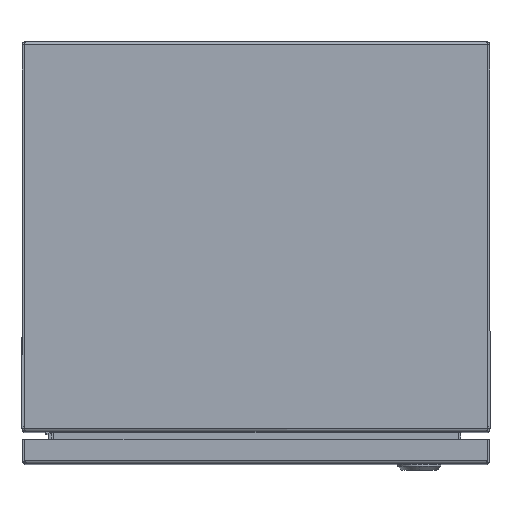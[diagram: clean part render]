
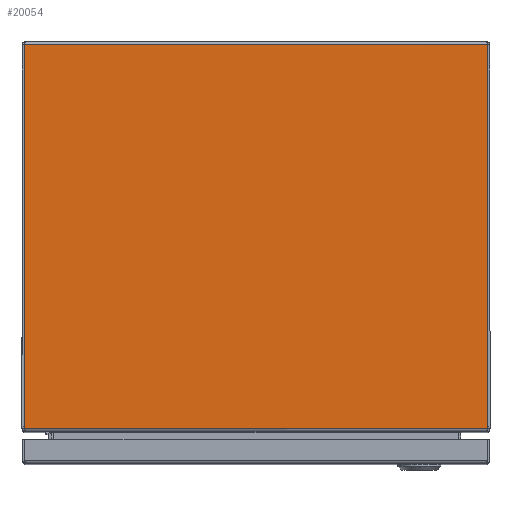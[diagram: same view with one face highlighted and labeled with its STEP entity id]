
A CAD part, top view. The second image highlights one B-rep face of the part: STEP entity #20054.
In plain terms, the highlighted planar face has unit normal (0, 0, 1).
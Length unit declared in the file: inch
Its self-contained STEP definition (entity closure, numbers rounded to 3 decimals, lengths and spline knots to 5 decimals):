
#456 = DIRECTION ( 'NONE',  ( 1., 0., 0. ) ) ;
#941 = VERTEX_POINT ( 'NONE', #14854 ) ;
#1368 = ORIENTED_EDGE ( 'NONE', *, *, #15930, .F. ) ;
#2427 = CARTESIAN_POINT ( 'NONE',  ( -5.94289, -0.086, 8. ) ) ;
#3229 = EDGE_CURVE ( 'NONE', #5897, #19298, #10605, .T. ) ;
#3373 = LINE ( 'NONE', #20169, #16191 ) ;
#3535 = VERTEX_POINT ( 'NONE', #14108 ) ;
#4145 = CIRCLE ( 'NONE', #14796, 0.188 ) ;
#4550 = PLANE ( 'NONE',  #18348 ) ;
#4840 = CARTESIAN_POINT ( 'NONE',  ( -5.93982, -9.914, 8. ) ) ;
#5170 = CARTESIAN_POINT ( 'NONE',  ( -5.914, -0.086, 8. ) ) ;
#5699 = DIRECTION ( 'NONE',  ( -1., 0., 0. ) ) ;
#5850 = ORIENTED_EDGE ( 'NONE', *, *, #13587, .F. ) ;
#5897 = VERTEX_POINT ( 'NONE', #21367 ) ;
#6081 = CIRCLE ( 'NONE', #9641, 0.188 ) ;
#6728 = VERTEX_POINT ( 'NONE', #15788 ) ;
#7190 = DIRECTION ( 'NONE',  ( 0., 1., 0. ) ) ;
#7195 = DIRECTION ( 'NONE',  ( 0., 1., 0. ) ) ;
#7291 = ORIENTED_EDGE ( 'NONE', *, *, #7437, .F. ) ;
#7437 = EDGE_CURVE ( 'NONE', #6728, #11142, #13848, .T. ) ;
#7669 = FACE_OUTER_BOUND ( 'NONE', #8364, .T. ) ;
#7902 = DIRECTION ( 'NONE',  ( 0., 1., 0. ) ) ;
#8301 = EDGE_CURVE ( 'NONE', #19298, #6728, #6081, .T. ) ;
#8364 = EDGE_LOOP ( 'NONE', ( #8996, #14781, #5850, #9571, #1368, #7291 ) ) ;
#8964 = CARTESIAN_POINT ( 'NONE',  ( -5.94289, -0.057, 8. ) ) ;
#8996 = ORIENTED_EDGE ( 'NONE', *, *, #8301, .F. ) ;
#9004 = DIRECTION ( 'NONE',  ( 0., 0., -1. ) ) ;
#9571 = ORIENTED_EDGE ( 'NONE', *, *, #14831, .F. ) ;
#9641 = AXIS2_PLACEMENT_3D ( 'NONE', #12199, #13750, #7195 ) ;
#10605 = LINE ( 'NONE', #20932, #16570 ) ;
#10679 = DIRECTION ( 'NONE',  ( 0., 1., 0. ) ) ;
#11142 = VERTEX_POINT ( 'NONE', #2427 ) ;
#12199 = CARTESIAN_POINT ( 'NONE',  ( -5.75489, -9.88018, 8. ) ) ;
#13587 = EDGE_CURVE ( 'NONE', #941, #5897, #4145, .T. ) ;
#13750 = DIRECTION ( 'NONE',  ( 0., 0., -1. ) ) ;
#13848 = LINE ( 'NONE', #8964, #19178 ) ;
#14108 = CARTESIAN_POINT ( 'NONE',  ( 5.94289, -0.086, 8. ) ) ;
#14769 = CARTESIAN_POINT ( 'NONE',  ( 41.4415, -0.057, 8. ) ) ;
#14781 = ORIENTED_EDGE ( 'NONE', *, *, #3229, .F. ) ;
#14796 = AXIS2_PLACEMENT_3D ( 'NONE', #15342, #9004, #10679 ) ;
#14831 = EDGE_CURVE ( 'NONE', #3535, #941, #3373, .T. ) ;
#14854 = CARTESIAN_POINT ( 'NONE',  ( 5.94289, -9.88018, 8. ) ) ;
#15342 = CARTESIAN_POINT ( 'NONE',  ( 5.75489, -9.88018, 8. ) ) ;
#15788 = CARTESIAN_POINT ( 'NONE',  ( -5.94289, -9.88018, 8. ) ) ;
#15930 = EDGE_CURVE ( 'NONE', #11142, #3535, #21969, .T. ) ;
#16191 = VECTOR ( 'NONE', #18495, 39.37008 ) ;
#16570 = VECTOR ( 'NONE', #5699, 39.37008 ) ;
#18122 = DIRECTION ( 'NONE',  ( 0., 0., -1. ) ) ;
#18348 = AXIS2_PLACEMENT_3D ( 'NONE', #14769, #18122, #7902 ) ;
#18495 = DIRECTION ( 'NONE',  ( 0., -1., 0. ) ) ;
#19178 = VECTOR ( 'NONE', #7190, 39.37008 ) ;
#19298 = VERTEX_POINT ( 'NONE', #4840 ) ;
#20054 = ADVANCED_FACE ( 'NONE', ( #7669 ), #4550, .F. ) ;
#20169 = CARTESIAN_POINT ( 'NONE',  ( 5.94289, -0.057, 8. ) ) ;
#20932 = CARTESIAN_POINT ( 'NONE',  ( 41.4415, -9.914, 8. ) ) ;
#21201 = VECTOR ( 'NONE', #456, 39.37008 ) ;
#21367 = CARTESIAN_POINT ( 'NONE',  ( 5.93982, -9.914, 8. ) ) ;
#21969 = LINE ( 'NONE', #5170, #21201 ) ;
